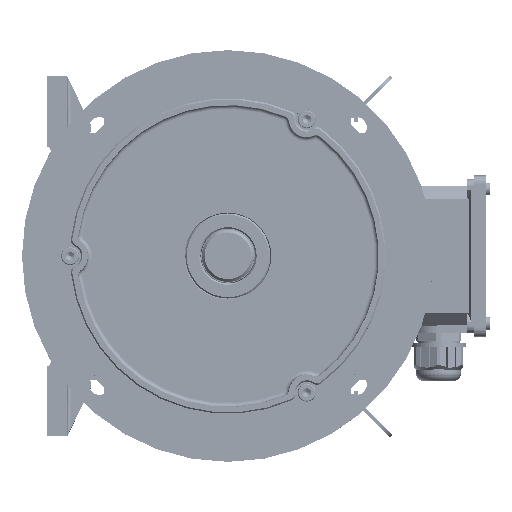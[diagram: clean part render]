
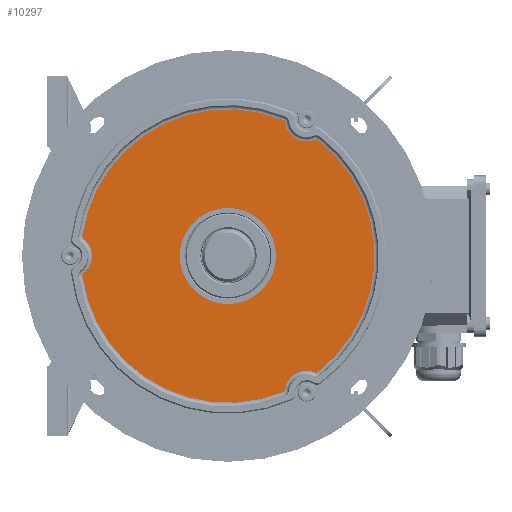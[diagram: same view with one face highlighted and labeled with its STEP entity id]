
A CAD part, top view. The second image highlights one B-rep face of the part: STEP entity #10297.
In plain terms, the highlighted planar face has unit normal (0, 0, 1).
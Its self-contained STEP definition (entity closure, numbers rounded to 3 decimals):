
#3826=FACE_BOUND('',#24741,.T.);
#3827=FACE_BOUND('',#24742,.T.);
#10297=ADVANCED_FACE('',(#3826,#3827),#13891,.F.);
#13891=PLANE('',#109780);
#24741=EDGE_LOOP('',(#51500));
#24742=EDGE_LOOP('',(#51501,#51502,#51503,#51504,#51505,#51506,#51507,#51508,
#51509,#51510,#51511,#51512));
#29999=CIRCLE('',#109758,107.);
#30002=CIRCLE('',#109762,107.);
#30004=CIRCLE('',#109765,107.);
#30008=CIRCLE('',#109770,35.);
#30009=CIRCLE('',#109771,16.);
#30010=CIRCLE('',#109772,2.);
#30011=CIRCLE('',#109773,2.);
#30012=CIRCLE('',#109774,16.);
#30013=CIRCLE('',#109775,2.);
#30014=CIRCLE('',#109776,2.);
#30015=CIRCLE('',#109777,16.);
#30016=CIRCLE('',#109778,2.);
#30017=CIRCLE('',#109779,2.);
#51500=ORIENTED_EDGE('',*,*,#80560,.F.);
#51501=ORIENTED_EDGE('',*,*,#80561,.T.);
#51502=ORIENTED_EDGE('',*,*,#80562,.T.);
#51503=ORIENTED_EDGE('',*,*,#80556,.T.);
#51504=ORIENTED_EDGE('',*,*,#80563,.T.);
#51505=ORIENTED_EDGE('',*,*,#80564,.T.);
#51506=ORIENTED_EDGE('',*,*,#80565,.T.);
#51507=ORIENTED_EDGE('',*,*,#80554,.T.);
#51508=ORIENTED_EDGE('',*,*,#80566,.T.);
#51509=ORIENTED_EDGE('',*,*,#80567,.T.);
#51510=ORIENTED_EDGE('',*,*,#80568,.T.);
#51511=ORIENTED_EDGE('',*,*,#80551,.T.);
#51512=ORIENTED_EDGE('',*,*,#80569,.T.);
#67200=VERTEX_POINT('',#169688);
#67201=VERTEX_POINT('',#169690);
#67202=VERTEX_POINT('',#169694);
#67203=VERTEX_POINT('',#169696);
#67204=VERTEX_POINT('',#169700);
#67205=VERTEX_POINT('',#169701);
#67208=VERTEX_POINT('',#169709);
#67209=VERTEX_POINT('',#169711);
#67210=VERTEX_POINT('',#169712);
#67211=VERTEX_POINT('',#169715);
#67212=VERTEX_POINT('',#169717);
#67213=VERTEX_POINT('',#169720);
#67214=VERTEX_POINT('',#169722);
#80551=EDGE_CURVE('',#67201,#67200,#29999,.T.);
#80554=EDGE_CURVE('',#67203,#67202,#30002,.T.);
#80556=EDGE_CURVE('',#67204,#67205,#30004,.T.);
#80560=EDGE_CURVE('',#67208,#67208,#30008,.T.);
#80561=EDGE_CURVE('',#67209,#67210,#30009,.T.);
#80562=EDGE_CURVE('',#67210,#67204,#30010,.T.);
#80563=EDGE_CURVE('',#67205,#67211,#30011,.T.);
#80564=EDGE_CURVE('',#67211,#67212,#30012,.T.);
#80565=EDGE_CURVE('',#67212,#67203,#30013,.T.);
#80566=EDGE_CURVE('',#67202,#67213,#30014,.T.);
#80567=EDGE_CURVE('',#67213,#67214,#30015,.T.);
#80568=EDGE_CURVE('',#67214,#67201,#30016,.T.);
#80569=EDGE_CURVE('',#67200,#67209,#30017,.T.);
#109758=AXIS2_PLACEMENT_3D('',#169689,#132770,#132771);
#109762=AXIS2_PLACEMENT_3D('',#169695,#132778,#132779);
#109765=AXIS2_PLACEMENT_3D('',#169699,#132784,#132785);
#109770=AXIS2_PLACEMENT_3D('',#169708,#132794,#132795);
#109771=AXIS2_PLACEMENT_3D('',#169710,#132796,#132797);
#109772=AXIS2_PLACEMENT_3D('',#169713,#132798,#132799);
#109773=AXIS2_PLACEMENT_3D('',#169714,#132800,#132801);
#109774=AXIS2_PLACEMENT_3D('',#169716,#132802,#132803);
#109775=AXIS2_PLACEMENT_3D('',#169718,#132804,#132805);
#109776=AXIS2_PLACEMENT_3D('',#169719,#132806,#132807);
#109777=AXIS2_PLACEMENT_3D('',#169721,#132808,#132809);
#109778=AXIS2_PLACEMENT_3D('',#169723,#132810,#132811);
#109779=AXIS2_PLACEMENT_3D('',#169724,#132812,#132813);
#109780=AXIS2_PLACEMENT_3D('',#169725,#132814,#132815);
#132770=DIRECTION('',(0.,0.,1.));
#132771=DIRECTION('',(0.,-1.,0.));
#132778=DIRECTION('',(0.,0.,1.));
#132779=DIRECTION('',(0.,-1.,0.));
#132784=DIRECTION('',(0.,0.,1.));
#132785=DIRECTION('',(0.,-1.,0.));
#132794=DIRECTION('',(0.,0.,1.));
#132795=DIRECTION('',(0.,-1.,0.));
#132796=DIRECTION('',(0.,0.,-1.));
#132797=DIRECTION('',(0.,1.,0.));
#132798=DIRECTION('',(0.,0.,1.));
#132799=DIRECTION('',(0.,1.,0.));
#132800=DIRECTION('',(0.,0.,1.));
#132801=DIRECTION('',(0.,1.,0.));
#132802=DIRECTION('',(0.,0.,-1.));
#132803=DIRECTION('',(0.,1.,0.));
#132804=DIRECTION('',(0.,0.,1.));
#132805=DIRECTION('',(0.,1.,0.));
#132806=DIRECTION('',(0.,0.,1.));
#132807=DIRECTION('',(0.,1.,0.));
#132808=DIRECTION('',(0.,0.,-1.));
#132809=DIRECTION('',(0.,1.,0.));
#132810=DIRECTION('',(0.,0.,1.));
#132811=DIRECTION('',(0.,1.,0.));
#132812=DIRECTION('',(0.,0.,1.));
#132813=DIRECTION('',(0.,1.,0.));
#132814=DIRECTION('',(0.,0.,-1.));
#132815=DIRECTION('',(0.,1.,0.));
#169688=CARTESIAN_POINT('',(-106.008,14.54,277.));
#169689=CARTESIAN_POINT('',(0.,0.,
277.));
#169690=CARTESIAN_POINT('',(40.412,99.075,277.));
#169694=CARTESIAN_POINT('',(65.596,84.535,277.));
#169695=CARTESIAN_POINT('',(0.,0.,
277.));
#169696=CARTESIAN_POINT('',(65.595,-84.535,277.));
#169699=CARTESIAN_POINT('',(0.,0.,
277.));
#169700=CARTESIAN_POINT('',(-106.008,-14.54,277.));
#169701=CARTESIAN_POINT('',(40.412,-99.075,277.));
#169708=CARTESIAN_POINT('',(0.,0.,
277.));
#169709=CARTESIAN_POINT('',(0.,-35.,277.));
#169710=CARTESIAN_POINT('',(-115.,0.,277.));
#169711=CARTESIAN_POINT('',(-105.245,12.683,277.));
#169712=CARTESIAN_POINT('',(-105.245,-12.683,277.));
#169713=CARTESIAN_POINT('',(-104.026,-14.268,277.));
#169714=CARTESIAN_POINT('',(39.657,-97.223,277.));
#169715=CARTESIAN_POINT('',(41.639,-97.486,277.));
#169716=CARTESIAN_POINT('',(57.5,-99.593,277.));
#169717=CARTESIAN_POINT('',(63.606,-84.804,277.));
#169718=CARTESIAN_POINT('',(64.369,-82.955,277.));
#169719=CARTESIAN_POINT('',(64.369,82.955,277.));
#169720=CARTESIAN_POINT('',(63.606,84.804,277.));
#169721=CARTESIAN_POINT('',(57.5,99.593,277.));
#169722=CARTESIAN_POINT('',(41.639,97.486,277.));
#169723=CARTESIAN_POINT('',(39.657,97.223,277.));
#169724=CARTESIAN_POINT('',(-104.026,14.268,277.));
#169725=CARTESIAN_POINT('',(107.,0.,277.));
